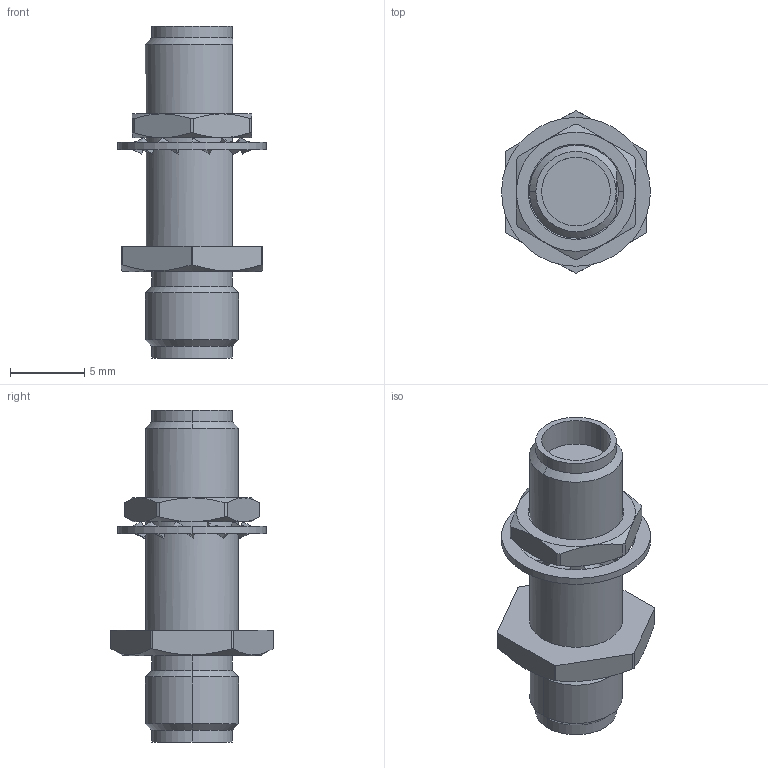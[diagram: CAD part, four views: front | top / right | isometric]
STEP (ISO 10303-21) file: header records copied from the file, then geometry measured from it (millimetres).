
FILE_DESCRIPTION (( 'STEP AP214' ), '1' );
FILE_NAME ('J01154A0041.STEP', '2012-02-29T10:29:41', ( 'markiewicz' ), ( '' ), 'SwSTEP 2.0', 'SolidWorks 2011', '' );
FILE_SCHEMA (( 'AUTOMOTIVE_DESIGN' ));
Length unit declared in the file: millimetre
Products named in the file (1): J01154A0041
Bounding box: 10 x 10.9 x 22.3 mm (x, y, z)
Volume: 725.7 mm3; surface area: 890.6 mm2
Topology: 3 solids, 3 shells, 136 faces, 332 edges, 206 vertices
Faces by surface type: plane 43, cylinder 39, bspline 30, cone 24
Entity records: 5873 total; most frequent: CARTESIAN_POINT 1445, ORIENTED_EDGE 664, DIRECTION 489, EDGE_CURVE 332, VERTEX_POINT 206, AXIS2_PLACEMENT_3D 204, B_SPLINE_CURVE_WITH_KNOTS 154, EDGE_LOOP 144
